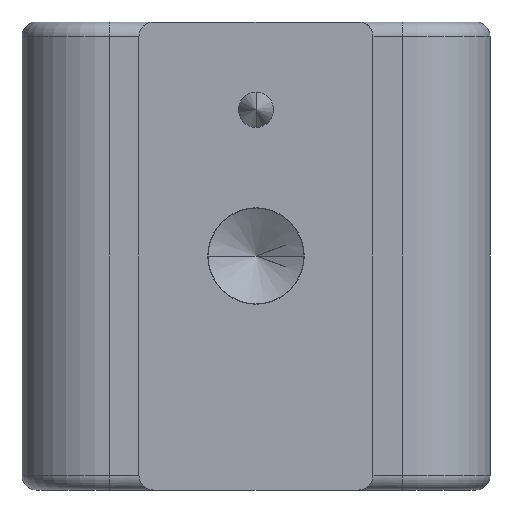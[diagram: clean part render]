
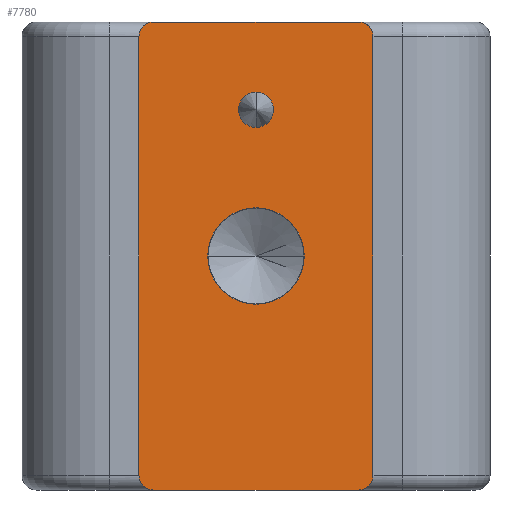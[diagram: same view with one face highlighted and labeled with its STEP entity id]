
A CAD part, front view. The second image highlights one B-rep face of the part: STEP entity #7780.
In plain terms, the highlighted planar face has unit normal (0, -1, 0).
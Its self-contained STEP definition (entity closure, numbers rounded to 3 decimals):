
#3880=CARTESIAN_POINT('',(0.,0.,8.));
#3890=DIRECTION('',(1.,0.,0.));
#3900=VECTOR('',#3890,1.);
#3910=LINE('',#3880,#3900);
#3920=CARTESIAN_POINT('',(-3.5,0.,8.));
#3930=VERTEX_POINT('',#3920);
#3940=CARTESIAN_POINT('',(3.5,0.,8.));
#3950=VERTEX_POINT('',#3940);
#3960=EDGE_CURVE('',#3930,#3950,#3910,.T.);
#4660=CARTESIAN_POINT('',(-4.,0.,7.5));
#4670=VERTEX_POINT('',#4660);
#4720=CARTESIAN_POINT('',(-4.,0.,0.));
#4730=DIRECTION('',(0.,0.,-1.));
#4740=VECTOR('',#4730,1.);
#4750=LINE('',#4720,#4740);
#4760=CARTESIAN_POINT('',(-4.,0.,-7.5));
#4770=VERTEX_POINT('',#4760);
#4780=EDGE_CURVE('',#4670,#4770,#4750,.T.);
#5020=CARTESIAN_POINT('',(-3.5,0.,7.5));
#5030=DIRECTION('',(0.,1.,0.));
#5040=DIRECTION('',(1.,0.,0.));
#5050=AXIS2_PLACEMENT_3D('',#5020,#5030,#5040);
#5060=CIRCLE('',#5050,0.5);
#5070=EDGE_CURVE('',#4670,#3930,#5060,.T.);
#6580=CARTESIAN_POINT('',(4.,0.,7.5));
#6590=VERTEX_POINT('',#6580);
#6620=CARTESIAN_POINT('',(3.5,0.,7.5));
#6630=DIRECTION('',(0.,1.,0.));
#6640=DIRECTION('',(1.,0.,0.));
#6650=AXIS2_PLACEMENT_3D('',#6620,#6630,#6640);
#6660=CIRCLE('',#6650,0.5);
#6670=EDGE_CURVE('',#3950,#6590,#6660,.T.);
#7050=CARTESIAN_POINT('',(-4.,0.,0.));
#7060=DIRECTION('',(-0.,-1.,-0.));
#7070=DIRECTION('',(-1.,0.,0.));
#7080=AXIS2_PLACEMENT_3D('',#7050,#7060,#7070);
#7090=PLANE('',#7080);
#7100=ORIENTED_EDGE('',*,*,#5070,.F.);
#7110=ORIENTED_EDGE('',*,*,#3960,.F.);
#7120=ORIENTED_EDGE('',*,*,#6670,.F.);
#7130=CARTESIAN_POINT('',(4.,0.,0.));
#7140=DIRECTION('',(0.,0.,-1.));
#7150=VECTOR('',#7140,1.);
#7160=LINE('',#7130,#7150);
#7170=CARTESIAN_POINT('',(4.,0.,-7.5));
#7180=VERTEX_POINT('',#7170);
#7190=EDGE_CURVE('',#6590,#7180,#7160,.T.);
#7200=ORIENTED_EDGE('',*,*,#7190,.F.);
#7210=CARTESIAN_POINT('',(3.5,0.,-7.5));
#7220=DIRECTION('',(0.,1.,0.));
#7230=DIRECTION('',(1.,0.,0.));
#7240=AXIS2_PLACEMENT_3D('',#7210,#7220,#7230);
#7250=CIRCLE('',#7240,0.5);
#7260=CARTESIAN_POINT('',(3.5,0.,-8.));
#7270=VERTEX_POINT('',#7260);
#7280=EDGE_CURVE('',#7180,#7270,#7250,.T.);
#7290=ORIENTED_EDGE('',*,*,#7280,.F.);
#7300=CARTESIAN_POINT('',(0.,0.,-8.));
#7310=DIRECTION('',(1.,0.,0.));
#7320=VECTOR('',#7310,1.);
#7330=LINE('',#7300,#7320);
#7340=CARTESIAN_POINT('',(-3.5,0.,-8.));
#7350=VERTEX_POINT('',#7340);
#7360=EDGE_CURVE('',#7350,#7270,#7330,.T.);
#7370=ORIENTED_EDGE('',*,*,#7360,.T.);
#7380=CARTESIAN_POINT('',(-3.5,0.,-7.5));
#7390=DIRECTION('',(0.,1.,0.));
#7400=DIRECTION('',(1.,0.,0.));
#7410=AXIS2_PLACEMENT_3D('',#7380,#7390,#7400);
#7420=CIRCLE('',#7410,0.5);
#7430=EDGE_CURVE('',#7350,#4770,#7420,.T.);
#7440=ORIENTED_EDGE('',*,*,#7430,.F.);
#7450=ORIENTED_EDGE('',*,*,#4780,.T.);
#7460=EDGE_LOOP('',(#7450,#7440,#7370,#7290,#7200,#7120,#7110,#7100));
#7470=FACE_OUTER_BOUND('',#7460,.T.);
#7480=CARTESIAN_POINT('',(0.,0.,0.));
#7490=DIRECTION('',(0.,-1.,0.));
#7500=DIRECTION('',(1.,0.,0.));
#7510=AXIS2_PLACEMENT_3D('',#7480,#7490,#7500);
#7520=CIRCLE('',#7510,1.65);
#7530=CARTESIAN_POINT('',(1.65,0.,0.));
#7540=VERTEX_POINT('',#7530);
#7550=CARTESIAN_POINT('',(-1.65,0.,0.));
#7560=VERTEX_POINT('',#7550);
#7570=EDGE_CURVE('',#7540,#7560,#7520,.T.);
#7580=ORIENTED_EDGE('',*,*,#7570,.F.);
#7590=EDGE_CURVE('',#7560,#7540,#7520,.T.);
#7600=ORIENTED_EDGE('',*,*,#7590,.F.);
#7610=EDGE_LOOP('',(#7600,#7580));
#7620=FACE_BOUND('',#7610,.T.);
#7630=CARTESIAN_POINT('',(0.,0.,5.));
#7640=DIRECTION('',(0.,1.,0.));
#7650=DIRECTION('',(0.,0.,-1.));
#7660=AXIS2_PLACEMENT_3D('',#7630,#7640,#7650);
#7670=CIRCLE('',#7660,0.6);
#7680=CARTESIAN_POINT('',(0.,0.,
5.6));
#7690=VERTEX_POINT('',#7680);
#7700=CARTESIAN_POINT('',(0.,0.,4.4));
#7710=VERTEX_POINT('',#7700);
#7720=EDGE_CURVE('',#7690,#7710,#7670,.T.);
#7730=ORIENTED_EDGE('',*,*,#7720,.T.);
#7740=EDGE_CURVE('',#7710,#7690,#7670,.T.);
#7750=ORIENTED_EDGE('',*,*,#7740,.T.);
#7760=EDGE_LOOP('',(#7750,#7730));
#7770=FACE_BOUND('',#7760,.T.);
#7780=ADVANCED_FACE('',(#7470,#7620,#7770),#7090,.T.);
